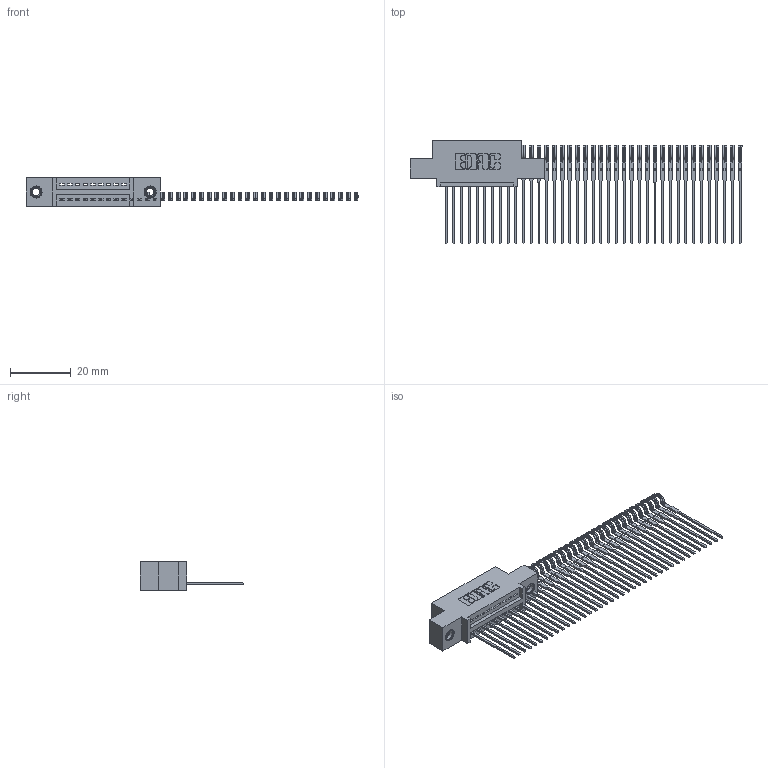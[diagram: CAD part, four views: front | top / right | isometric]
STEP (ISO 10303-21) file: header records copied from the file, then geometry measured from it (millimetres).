
FILE_DESCRIPTION (( 'STEP AP203' ), '1' );
FILE_NAME ('345-039-541-407.STEP', '2018-08-31T23:51:36', ( '' ), ( '' ), 'SwSTEP 2.0', 'SolidWorks 2016', '' );
FILE_SCHEMA (( 'CONFIG_CONTROL_DESIGN' ));
Length unit declared in the file: inch
Products named in the file (4): 345 Part_0.110 Offset - 0.156 Dia-TI; 345-292-001_345-293-141; 345-250-001_345-250-005-103; 345-039-541-407
Assembly tree (42 placements, depth 2):
  345-039-541-407
    345 Part_0.110 Offset - 0.156 Dia-TI
    345-292-001_345-293-141  x39
    345-250-001_345-250-005-103  x2
Bounding box: 109.03 x 33.96 x 9.4 mm (x, y, z)
Volume: 4300.7 mm3; surface area: 7962.7 mm2
Topology: 42 solids, 42 shells, 1972 faces, 5733 edges, 3762 vertices
Faces by surface type: plane 1256, cylinder 700, cone 12, torus 4
Entity records: 13512 total; most frequent: CARTESIAN_POINT 2188, ORIENTED_EDGE 2094, DIRECTION 2019, EDGE_CURVE 1047, LINE 859, VECTOR 859, VERTEX_POINT 692, AXIS2_PLACEMENT_3D 580
